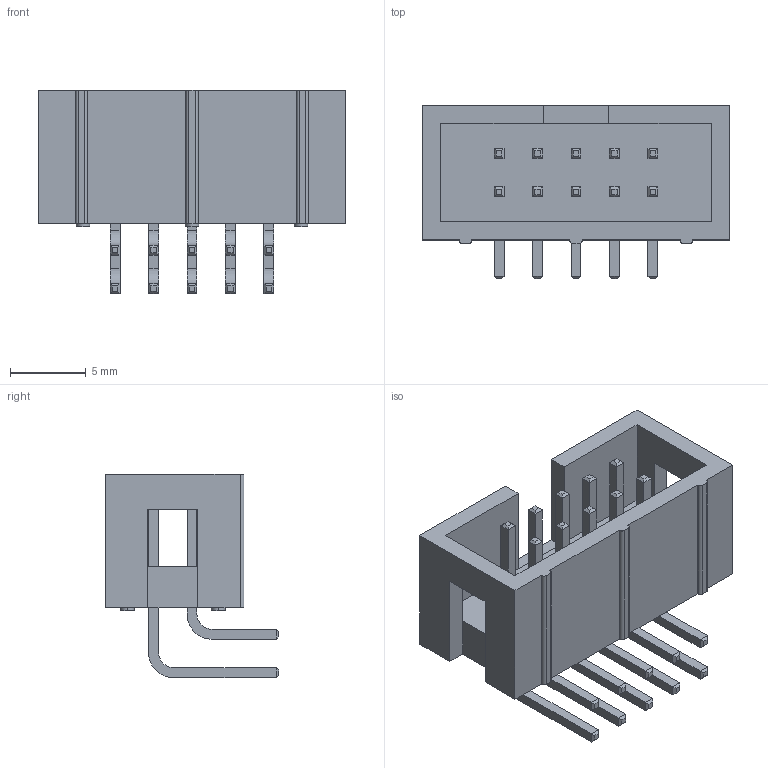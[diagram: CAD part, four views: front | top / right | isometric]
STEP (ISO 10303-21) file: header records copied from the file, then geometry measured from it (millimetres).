
FILE_DESCRIPTION (( 'STEP AP214' ), '1' );
FILE_NAME ('User Library-Header, right angle 10way (2x5).STEP', '2018-10-31T07:10:52', ( '' ), ( '' ), 'SwSTEP 2.0', 'SolidWorks 2018', '' );
FILE_SCHEMA (( 'AUTOMOTIVE_DESIGN' ));
Length unit declared in the file: millimetre
Products named in the file (1): User Library-Header, right angle 10way (2x5)
Bounding box: 20.3 x 11.44 x 13.44 mm (x, y, z)
Volume: 868 mm3; surface area: 1535.5 mm2
Topology: 1 solids, 1 shells, 281 faces, 686 edges, 429 vertices
Faces by surface type: plane 243, cylinder 38
Entity records: 10146 total; most frequent: CARTESIAN_POINT 1397, ORIENTED_EDGE 1372, DIRECTION 1326, EDGE_CURVE 686, VECTOR 610, LINE 610, VERTEX_POINT 429, AXIS2_PLACEMENT_3D 358
